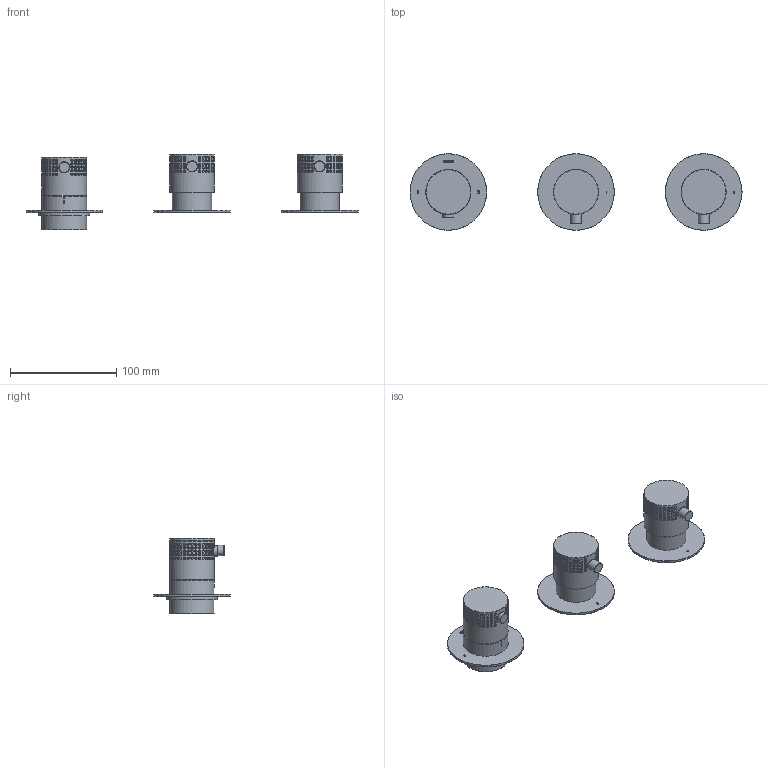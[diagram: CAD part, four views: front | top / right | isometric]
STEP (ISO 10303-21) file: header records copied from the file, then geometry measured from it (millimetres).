
FILE_DESCRIPTION(/* description */ ('Unknown'),/* implementation_level */ '2;1');
FILE_NAME(/* name */ 'AR7067D',/* time_stamp */ '2023-02-06T12:20:29+01:00',/* author */ ('Unknown'),/* organization */ ('Unknown'),/* preprocessor_version */ 'ST-DEVELOPER v18.102',/* originating_system */ 'Solid Edge',/* authorisation */ 'Unknown');
FILE_SCHEMA (('AUTOMOTIVE_DESIGN {1 0 10303 214 3 1 1}'));
Length unit declared in the file: millimetre
Products named in the file (21): AR7067D-00; AR7066DEXT-00A_oa_0; AR7001-02; AR7001-01; CB7001-03; AR7068-02; AR7068-09; CB7068-03; AR7068-04; CB7068-05; CB7068-06; AR7068-07; CB0768-10; AR7068-05; AR7001-003; AR7001-04; molla_91000075_91000075; bottone inox_0083.38.325_0083.38.325; perni_D3000126_D3000126; Grano M5 x 5 punta conica_Grano M5 x 5 punta conica; or 6 x 1.5_13000495
Assembly tree (31 placements, depth 4):
  AR7067D-00
    AR7066DEXT-00A_oa_0
      AR7001-02
      AR7001-01
      CB7001-03
      AR7068-02  x2
      AR7068-09  x2
      CB7068-03  x2
      AR7068-04  x2
      CB7068-05  x2
      CB7068-06  x2
      AR7068-07  x2
      CB0768-10  x3
      AR7068-05  x3
      AR7001-003
        AR7001-04
        molla_91000075_91000075
        bottone inox_0083.38.325_0083.38.325
        perni_D3000126_D3000126
        Grano M5 x 5 punta conica_Grano M5 x 5 punta conica
        or 6 x 1.5_13000495
Bounding box: 312 x 72 x 71.12 mm (x, y, z)
Volume: 129766.8 mm3; surface area: 83947.8 mm2
Topology: 29 solids, 29 shells, 1573 faces, 4017 edges, 2529 vertices
Faces by surface type: sphere 483, plane 388, cone 384, cylinder 231, bspline 53, torus 34
Full cylindrical faces by diameter (mm): 2 x1, 2.5 x1, 3 x1, 3.2 x1, 3.3 x1, 4 x58, 4.2 x5, 4.5 x1, 5 x43, 5.2 x2, 7.5 x1, 9.5 x3, 10 x4, 10.2 x3, 10.5 x3, 11.9 x6, 12 x3, 14 x3, 25.7 x2, 28 x2, 31 x2, 34.5 x1, 35 x2, 36.5 x1, 37 x2, 38 x3, 40.2 x1, 42 x4, 42.5 x2, 44.8 x1
Entity records: 25498 total; most frequent: CARTESIAN_POINT 8318, DIRECTION 2869, ORIENTED_EDGE 2596, FACE_BOUND 1485, EDGE_LOOP 1478, EDGE_CURVE 1298, AXIS2_PLACEMENT_3D 1240, VERTEX_POINT 1035
